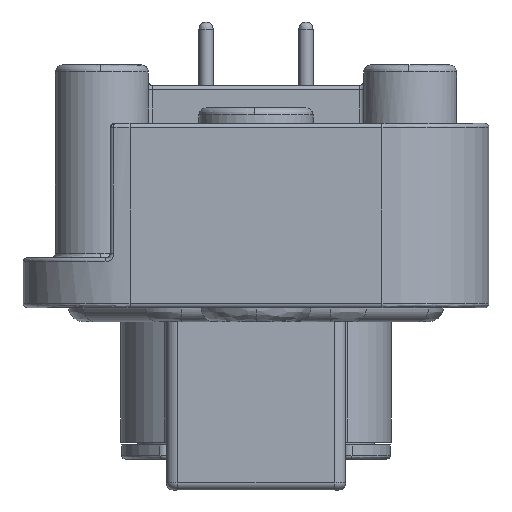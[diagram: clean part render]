
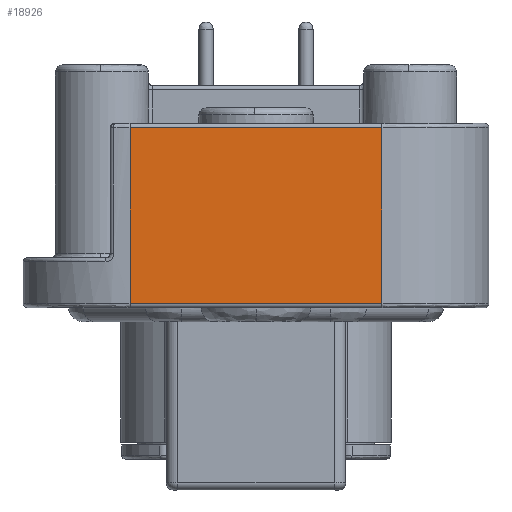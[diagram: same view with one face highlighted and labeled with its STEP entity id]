
A CAD part, front view. The second image highlights one B-rep face of the part: STEP entity #18926.
In plain terms, the highlighted planar face has unit normal (0, -1, 0).
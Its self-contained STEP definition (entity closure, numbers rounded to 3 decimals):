
#1047 = FACE_OUTER_BOUND ( 'NONE', #15062, .T. ) ;
#2967 = VECTOR ( 'NONE', #19643, 1000. ) ;
#3249 = DIRECTION ( 'NONE',  ( 0., 0., -1. ) ) ;
#3322 = VERTEX_POINT ( 'NONE', #11677 ) ;
#4574 = DIRECTION ( 'NONE',  ( 0., 0., -1. ) ) ;
#5030 = CARTESIAN_POINT ( 'NONE',  ( 8.95, -21.68, 9.85 ) ) ;
#5267 = CARTESIAN_POINT ( 'NONE',  ( -8.95, -21.68, 9.85 ) ) ;
#5488 = VECTOR ( 'NONE', #3249, 1000. ) ;
#6380 = DIRECTION ( 'NONE',  ( 0., 0., -1. ) ) ;
#6513 = PLANE ( 'NONE',  #21241 ) ;
#6701 = CARTESIAN_POINT ( 'NONE',  ( -8.95, -21.68, 22.35 ) ) ;
#7696 = VERTEX_POINT ( 'NONE', #5267 ) ;
#8504 = CARTESIAN_POINT ( 'NONE',  ( 8.95, -21.68, 56.739 ) ) ;
#10009 = EDGE_CURVE ( 'NONE', #7696, #22274, #12859, .T. ) ;
#10207 = CARTESIAN_POINT ( 'NONE',  ( -16.55, -21.68, 9.85 ) ) ;
#11287 = LINE ( 'NONE', #8504, #5488 ) ;
#11677 = CARTESIAN_POINT ( 'NONE',  ( 8.95, -21.68, 22.35 ) ) ;
#12141 = CARTESIAN_POINT ( 'NONE',  ( -16.55, -21.68, 22.65 ) ) ;
#12682 = VECTOR ( 'NONE', #14112, 1000. ) ;
#12859 = LINE ( 'NONE', #10207, #2967 ) ;
#13797 = VERTEX_POINT ( 'NONE', #6701 ) ;
#14112 = DIRECTION ( 'NONE',  ( 1., 0., 0. ) ) ;
#15062 = EDGE_LOOP ( 'NONE', ( #17565, #16208, #22227, #23884 ) ) ;
#15625 = EDGE_CURVE ( 'NONE', #3322, #22274, #11287, .T. ) ;
#15862 = VECTOR ( 'NONE', #6380, 1000. ) ;
#16208 = ORIENTED_EDGE ( 'NONE', *, *, #17896, .F. ) ;
#16437 = LINE ( 'NONE', #17489, #15862 ) ;
#16721 = LINE ( 'NONE', #23419, #12682 ) ;
#17489 = CARTESIAN_POINT ( 'NONE',  ( -8.95, -21.68, 22.65 ) ) ;
#17565 = ORIENTED_EDGE ( 'NONE', *, *, #15625, .F. ) ;
#17896 = EDGE_CURVE ( 'NONE', #13797, #3322, #16721, .T. ) ;
#18926 = ADVANCED_FACE ( 'NONE', ( #1047 ), #6513, .T. ) ;
#19643 = DIRECTION ( 'NONE',  ( 1., 0., 0. ) ) ;
#19768 = EDGE_CURVE ( 'NONE', #13797, #7696, #16437, .T. ) ;
#21241 = AXIS2_PLACEMENT_3D ( 'NONE', #12141, #23231, #4574 ) ;
#22227 = ORIENTED_EDGE ( 'NONE', *, *, #19768, .T. ) ;
#22274 = VERTEX_POINT ( 'NONE', #5030 ) ;
#23231 = DIRECTION ( 'NONE',  ( 0., -1., 0. ) ) ;
#23419 = CARTESIAN_POINT ( 'NONE',  ( -9.041, -21.68, 22.35 ) ) ;
#23884 = ORIENTED_EDGE ( 'NONE', *, *, #10009, .T. ) ;
